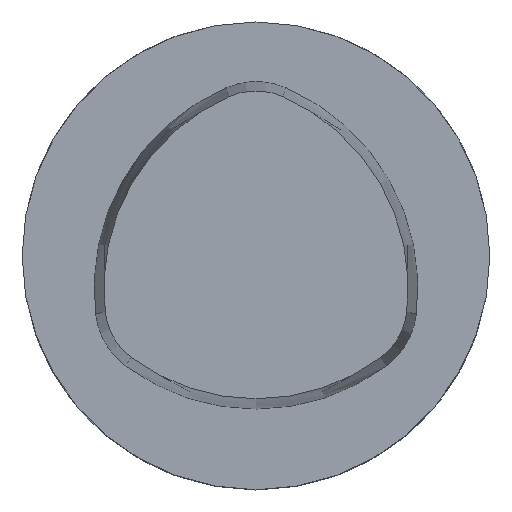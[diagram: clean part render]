
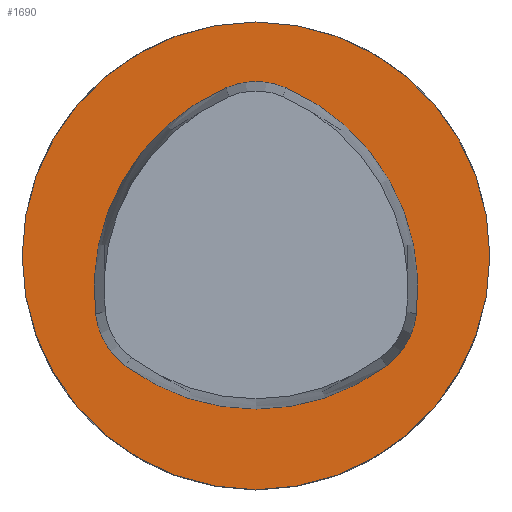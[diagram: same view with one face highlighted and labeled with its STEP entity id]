
A CAD part, top view. The second image highlights one B-rep face of the part: STEP entity #1690.
In plain terms, the highlighted planar face has unit normal (0, 0, 1).
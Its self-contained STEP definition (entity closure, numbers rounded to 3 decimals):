
#1690=ADVANCED_FACE('',(#2220),#1994,.T.);
#1994=PLANE('',#6314);
#2220=FACE_OUTER_BOUND('',#2544,.T.);
#2544=EDGE_LOOP('',(#3555));
#3555=ORIENTED_EDGE('',*,*,#5798,.F.);
#5089=VERTEX_POINT('',#9925);
#5798=EDGE_CURVE('',#5089,#5089,#6070,.T.);
#6070=CIRCLE('',#6308,25.);
#6308=AXIS2_PLACEMENT_3D('',#9924,#7336,#7337);
#6314=AXIS2_PLACEMENT_3D('',#9943,#7352,#7353);
#7336=DIRECTION('',(0.,0.,-1.));
#7337=DIRECTION('',(-1.,0.,0.));
#7352=DIRECTION('',(0.,0.,1.));
#7353=DIRECTION('',(1.,0.,0.));
#9924=CARTESIAN_POINT('',(0.,0.,0.));
#9925=CARTESIAN_POINT('',(-25.,0.,0.));
#9943=CARTESIAN_POINT('',(0.,0.,0.));
